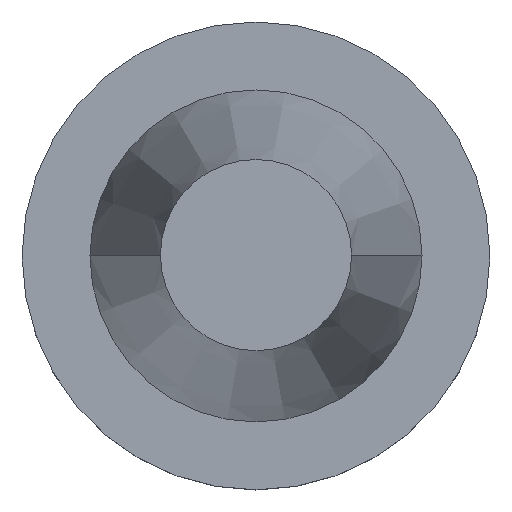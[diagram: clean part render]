
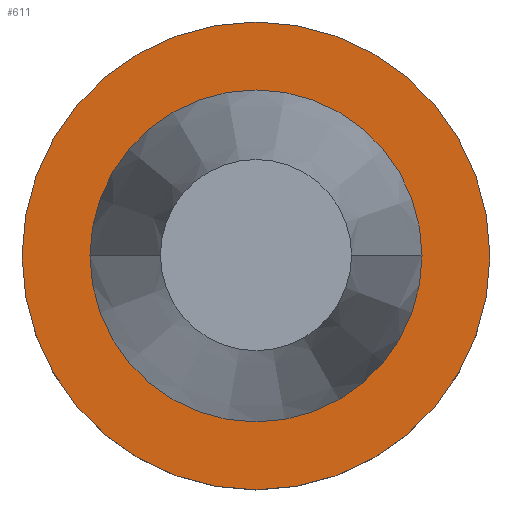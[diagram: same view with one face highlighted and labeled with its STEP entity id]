
A CAD part, top view. The second image highlights one B-rep face of the part: STEP entity #611.
In plain terms, the highlighted planar face has unit normal (0, 0, 1).
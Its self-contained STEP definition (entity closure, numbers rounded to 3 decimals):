
#13 = ORIENTED_EDGE ( 'NONE', *, *, #782, .T. ) ;
#24 = DIRECTION ( 'NONE',  ( 1., 0., 0. ) ) ;
#49 = DIRECTION ( 'NONE',  ( 0., 0., 1. ) ) ;
#65 = PLANE ( 'NONE',  #987 ) ;
#91 = ORIENTED_EDGE ( 'NONE', *, *, #802, .T. ) ;
#98 = AXIS2_PLACEMENT_3D ( 'NONE', #670, #979, #217 ) ;
#100 = CIRCLE ( 'NONE', #402, 49.215 ) ;
#101 = DIRECTION ( 'NONE',  ( 1., 0., 0. ) ) ;
#161 = DIRECTION ( 'NONE',  ( 0., 0., -1. ) ) ;
#217 = DIRECTION ( 'NONE',  ( 1., 0., 0. ) ) ;
#250 = CIRCLE ( 'NONE', #433, 49.215 ) ;
#255 = VERTEX_POINT ( 'NONE', #281 ) ;
#258 = CARTESIAN_POINT ( 'NONE',  ( 0., 0., -1.5 ) ) ;
#281 = CARTESIAN_POINT ( 'NONE',  ( -34.925, 0., -1.5 ) ) ;
#287 = VERTEX_POINT ( 'NONE', #587 ) ;
#315 = DIRECTION ( 'NONE',  ( -1., 0., 0. ) ) ;
#342 = DIRECTION ( 'NONE',  ( 0., 0., 1. ) ) ;
#402 = AXIS2_PLACEMENT_3D ( 'NONE', #258, #342, #101 ) ;
#415 = EDGE_CURVE ( 'NONE', #558, #255, #416, .T. ) ;
#416 = CIRCLE ( 'NONE', #98, 34.925 ) ;
#433 = AXIS2_PLACEMENT_3D ( 'NONE', #560, #801, #24 ) ;
#440 = CARTESIAN_POINT ( 'NONE',  ( 0., 0., -1.5 ) ) ;
#473 = EDGE_CURVE ( 'NONE', #255, #558, #1003, .T. ) ;
#515 = EDGE_LOOP ( 'NONE', ( #887, #566 ) ) ;
#536 = EDGE_LOOP ( 'NONE', ( #91, #13 ) ) ;
#551 = FACE_BOUND ( 'NONE', #515, .T. ) ;
#558 = VERTEX_POINT ( 'NONE', #749 ) ;
#560 = CARTESIAN_POINT ( 'NONE',  ( 0., 0., -1.5 ) ) ;
#566 = ORIENTED_EDGE ( 'NONE', *, *, #473, .F. ) ;
#587 = CARTESIAN_POINT ( 'NONE',  ( 49.215, 0., -1.5 ) ) ;
#591 = VERTEX_POINT ( 'NONE', #944 ) ;
#611 = ADVANCED_FACE ( 'NONE', ( #551, #769 ), #65, .F. ) ;
#614 = AXIS2_PLACEMENT_3D ( 'NONE', #440, #49, #920 ) ;
#670 = CARTESIAN_POINT ( 'NONE',  ( 0., 0., -1.5 ) ) ;
#749 = CARTESIAN_POINT ( 'NONE',  ( 34.925, 0., -1.5 ) ) ;
#769 = FACE_OUTER_BOUND ( 'NONE', #536, .T. ) ;
#782 = EDGE_CURVE ( 'NONE', #591, #287, #250, .T. ) ;
#801 = DIRECTION ( 'NONE',  ( 0., 0., 1. ) ) ;
#802 = EDGE_CURVE ( 'NONE', #287, #591, #100, .T. ) ;
#887 = ORIENTED_EDGE ( 'NONE', *, *, #415, .F. ) ;
#920 = DIRECTION ( 'NONE',  ( 1., 0., 0. ) ) ;
#944 = CARTESIAN_POINT ( 'NONE',  ( -49.215, 0., -1.5 ) ) ;
#979 = DIRECTION ( 'NONE',  ( 0., 0., 1. ) ) ;
#987 = AXIS2_PLACEMENT_3D ( 'NONE', #1009, #161, #315 ) ;
#1003 = CIRCLE ( 'NONE', #614, 34.925 ) ;
#1009 = CARTESIAN_POINT ( 'NONE',  ( 0., 49.215, -1.5 ) ) ;
